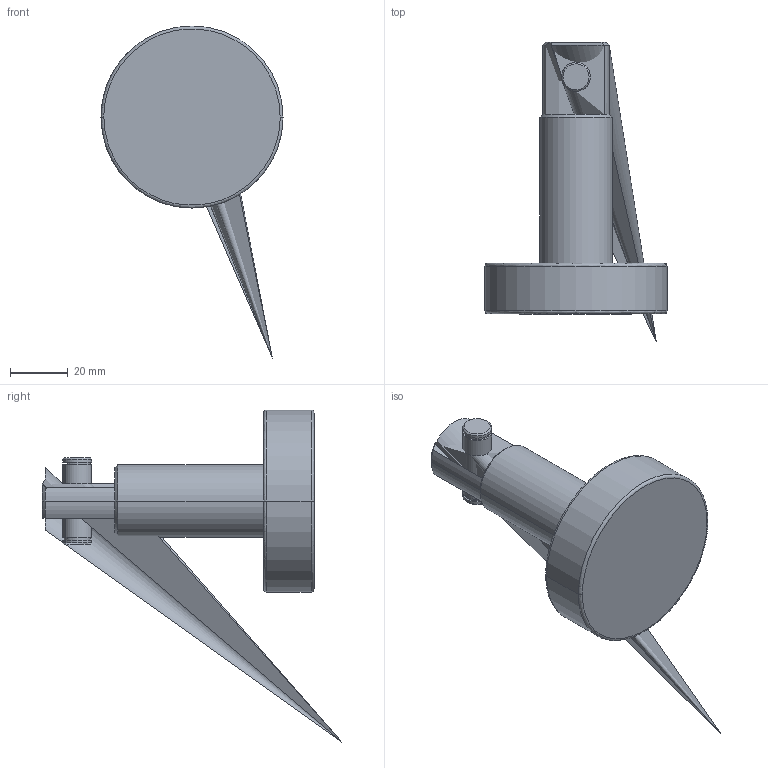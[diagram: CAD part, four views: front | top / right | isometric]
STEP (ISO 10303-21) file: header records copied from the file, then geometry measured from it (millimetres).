
FILE_DESCRIPTION (( 'STEP AP203' ), '1' );
FILE_NAME ('HNUD-63.STEP', '2020-09-15T07:22:27', ( '微软用户' ), ( '微软中国' ), 'SwSTEP 2.0', 'SolidWorks 2012', '' );
FILE_SCHEMA (( 'CONFIG_CONTROL_DESIGN' ));
Length unit declared in the file: millimetre
Products named in the file (6): HNU-63掛极; HNUD-63; circlips for shaft--type a large gb_GB_CONNECTING_PIECE_RING_RRA 10; HNUD-63揤旋; HNUD-63种; HNUD-63活塞杆
Assembly tree (6 placements, depth 2):
  HNUD-63
    HNU-63掛极
    HNUD-63活塞杆
    HNUD-63种
    HNUD-63揤旋
    circlips for shaft--type a large gb_GB_CONNECTING_PIECE_RING_RRA 10  x2
Bounding box: 63 x 103.52 x 114.88 mm (x, y, z)
Volume: 103192.8 mm3; surface area: 21009.3 mm2
Topology: 1 solids, 2 shells, 44 faces, 94 edges, 56 vertices
Faces by surface type: cylinder 18, plane 13, cone 9, bspline 4
Entity records: 8151 total; most frequent: CARTESIAN_POINT 2672, ORIENTED_EDGE 996, DIRECTION 969, EDGE_CURVE 498, AXIS2_PLACEMENT_3D 375, VERTEX_POINT 324, EDGE_LOOP 256, LINE 255
